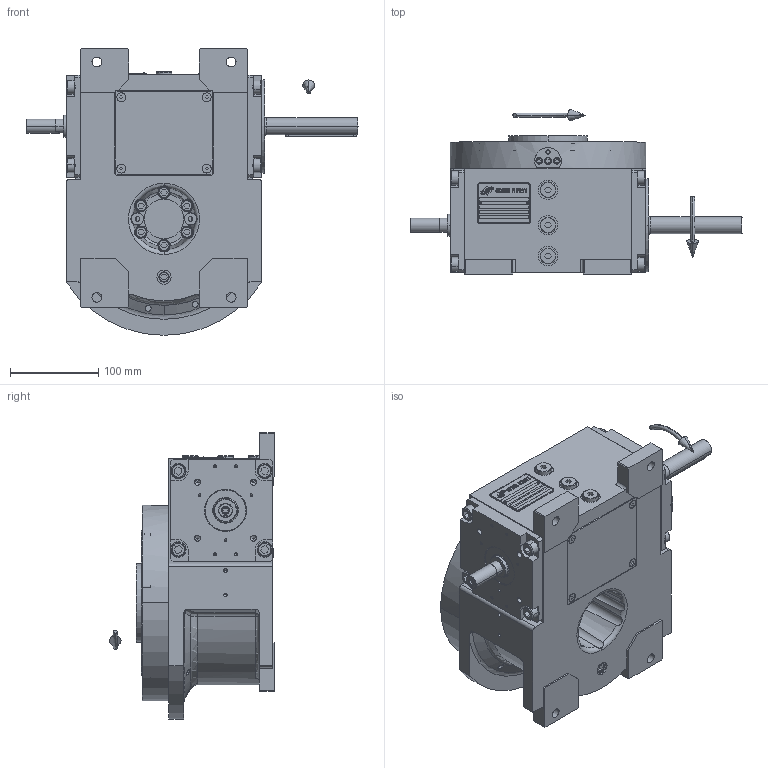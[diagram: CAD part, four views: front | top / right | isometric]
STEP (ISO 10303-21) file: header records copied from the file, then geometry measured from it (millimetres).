
FILE_DESCRIPTION (( 'STEP AP214' ), '1' );
FILE_NAME ('PC5200201.step', '2024-06-13T13:39:51', ( '' ), ( '' ), 'SwSTEP 2.0', 'SolidWorks 2020', '' );
FILE_SCHEMA (( 'AUTOMOTIVE_DESIGN' ));
Length unit declared in the file: millimetre
Products named in the file (79): cfn2000_01_126; cfn2205_01_013; cfn2128_04_004; cfn2151_01_090; freccia_angolare; cfn2000_01_103; RIG06_005_ASM^rig06_071_06_m_asm(2)_rig06_071_06_m_asm.stp; cfn2003_01_054; cfn2000_01_124; AS_rig06_002_bl_022; AS_rig06_015; PC5200201; CFN2000_01_185^RIG06_005_ASM_rig06_071_06_m_asm(2)_rig06_071_06_m_asm.stp; rig06_005_n_01; freccia_angolare_albero; cfn2128_19_002; cfn2276_01_074; rig06_015; cfn2107_01_001; rig06_004_s_001; rig06_001_a_s_027; cfn2070_05_005; rig06_071_06_m_asm.stp; 9004_2512; cfn2155_01_056; 900_38_30_003; rig06_016; CFN2010_01_012^rig06_071_06_m_asm(2)_rig06_071_06_m_asm.stp; AS_rig06_016; cfn2151_01_109; AS_cfn2476_01_002_60x46; rig06_003_6; cfn2104_01_016; cfn2115_02_165; AS_rig06_004; cfn2151_01_290; cfn2000_01_161; rig06_007_master; cfn2476_01_002_60x46; AS_rig06_004_s_001 ...
Assembly tree (72 placements, depth 5):
  cfn2205_01_013
  cfn2151_01_090
  PC5200201
    rig06_001_a_s_027
    AS_cfn2476_01_002_60x46
      cfn2476_01_002_60x46
      cfn2107_01_001
      cfn2107_01_001
    AS_rig06_071_6_m
      rig06_071_06_m_asm.stp
        RIG06_005_ASM^rig06_071_06_m_asm(2)_rig06_071_06_m_asm.stp
          RIG06_021_AF0^RIG06_005_ASM_rig06_071_06_m_asm(2)_rig06_071_06_m_asm.stp
          CFN2000_01_185^RIG06_005_ASM_rig06_071_06_m_asm(2)_rig06_071_06_m_asm.stp
          CFN2000_01_185^RIG06_005_ASM_rig06_071_06_m_asm(2)_rig06_071_06_m_asm.stp
          CFN2104_02_017^RIG06_005_ASM_rig06_071_06_m_asm(2)_rig06_071_06_m_asm.stp
        CFN2010_02_002^rig06_071_06_m_asm(2)_rig06_071_06_m_asm.stp
      cfn2000_01_124  x6
      cfn2000_01_124
      cfn2104_01_016  x2
      rig06_003_6
      rig06_005_n_01
      cfn2000_01_124
      cfn2000_01_124
      cfn2000_01_124
      cfn2155_01_303
    AS_rig06_015
      rig06_015
      cfn2073_01_012
      cfn2000_01_126
      cfn2000_01_126
      cfn2000_01_126
      cfn2000_01_126
      cfn2000_01_126
      cfn2000_01_126
    AS_rig06_004
      rig06_004
      cfn2070_05_005
      cfn2000_01_103
      cfn2000_01_103
      cfn2000_01_103
      cfn2000_01_103
      cfn2155_01_056
    AS_rig06_004_s_001
      rig06_004_s_001
      cfn2070_05_005
      cfn2000_01_103
      cfn2000_01_103
      cfn2000_01_103
      cfn2000_01_103
      cfn2155_01_056
    AS_rig06_002_bl_022
      rig06_002_bl_022
      cfn2115_02_178
    9004_2512
    cfn2128_04_004
    cfn2128_04_004
    cfn2128_04_004
    cfn2128_19_002
    AS_rig06_016
      rig06_016
Bounding box: 376.5 x 187 x 325 mm (x, y, z)
Volume: 2348320.4 mm3; surface area: 767283.2 mm2
Topology: 63 solids, 63 shells, 2012 faces, 4994 edges, 3199 vertices
Faces by surface type: plane 1021, cylinder 651, cone 308, torus 20, bspline 6, sphere 6
Entity records: 63539 total; most frequent: CARTESIAN_POINT 14920, DIRECTION 9639, ORIENTED_EDGE 9248, EDGE_CURVE 4624, AXIS2_PLACEMENT_3D 3329, VERTEX_POINT 3018, LINE 2981, VECTOR 2981
